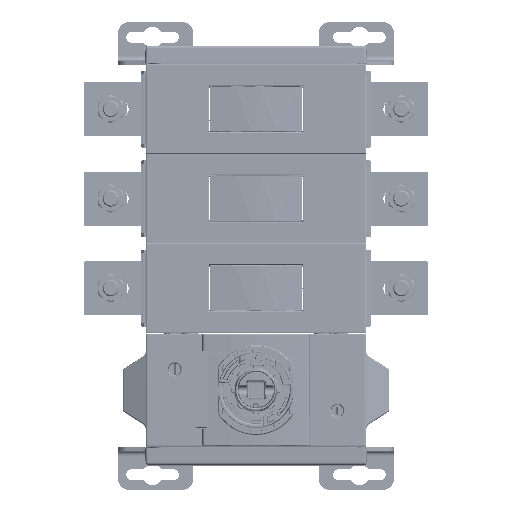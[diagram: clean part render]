
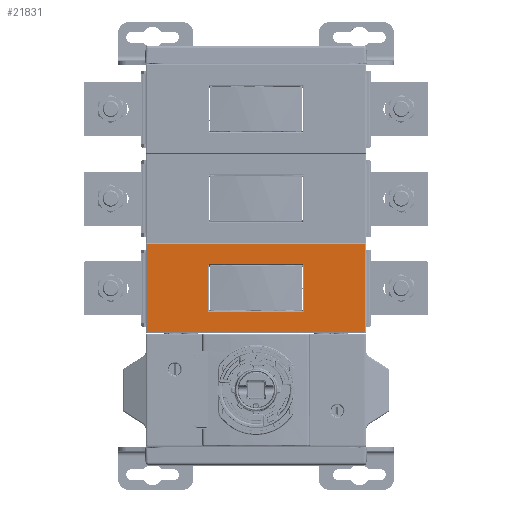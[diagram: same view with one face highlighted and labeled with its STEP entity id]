
A CAD part, top view. The second image highlights one B-rep face of the part: STEP entity #21831.
In plain terms, the highlighted planar face has unit normal (0, 0, 1).
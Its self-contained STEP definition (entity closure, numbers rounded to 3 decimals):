
#2552=ELLIPSE('',#195879,0.7,0.7);
#2554=ELLIPSE('',#195893,0.7,0.7);
#2555=ELLIPSE('',#195894,0.7,0.7);
#2556=ELLIPSE('',#195895,0.7,0.7);
#10041=FACE_BOUND('',#41730,.T.);
#10042=FACE_BOUND('',#41731,.T.);
#21831=ADVANCED_FACE('',(#10041,#10042),#27241,.T.);
#27241=PLANE('',#195896);
#41730=EDGE_LOOP('',(#109990,#109991,#109992,#109993));
#41731=EDGE_LOOP('',(#109994,#109995,#109996,#109997,#109998,#109999,#110000,
#110001));
#56330=LINE('',#318471,#74389);
#56331=LINE('',#318510,#74390);
#56333=LINE('',#318519,#74392);
#56334=LINE('',#318520,#74393);
#56335=LINE('',#318521,#74394);
#56336=LINE('',#318526,#74395);
#56337=LINE('',#318527,#74396);
#56338=LINE('',#318531,#74397);
#74389=VECTOR('',#233553,1.);
#74390=VECTOR('',#233584,1.);
#74392=VECTOR('',#233596,1.);
#74393=VECTOR('',#233597,1.);
#74394=VECTOR('',#233598,1.);
#74395=VECTOR('',#233601,1.);
#74396=VECTOR('',#233602,1.);
#74397=VECTOR('',#233605,1.);
#109990=ORIENTED_EDGE('',*,*,#170420,.T.);
#109991=ORIENTED_EDGE('',*,*,#170415,.T.);
#109992=ORIENTED_EDGE('',*,*,#170421,.T.);
#109993=ORIENTED_EDGE('',*,*,#170402,.T.);
#109994=ORIENTED_EDGE('',*,*,#170422,.T.);
#109995=ORIENTED_EDGE('',*,*,#170423,.T.);
#109996=ORIENTED_EDGE('',*,*,#170424,.T.);
#109997=ORIENTED_EDGE('',*,*,#170407,.T.);
#109998=ORIENTED_EDGE('',*,*,#170425,.T.);
#109999=ORIENTED_EDGE('',*,*,#170426,.T.);
#110000=ORIENTED_EDGE('',*,*,#170427,.T.);
#110001=ORIENTED_EDGE('',*,*,#170428,.T.);
#142631=VERTEX_POINT('',#318459);
#142635=VERTEX_POINT('',#318468);
#142640=VERTEX_POINT('',#318481);
#142641=VERTEX_POINT('',#318483);
#142643=VERTEX_POINT('',#318500);
#142647=VERTEX_POINT('',#318509);
#142650=VERTEX_POINT('',#318522);
#142651=VERTEX_POINT('',#318523);
#142652=VERTEX_POINT('',#318525);
#142653=VERTEX_POINT('',#318528);
#142654=VERTEX_POINT('',#318530);
#142655=VERTEX_POINT('',#318532);
#170402=EDGE_CURVE('',#142635,#142631,#56330,.T.);
#170407=EDGE_CURVE('',#142641,#142640,#2552,.T.);
#170415=EDGE_CURVE('',#142643,#142647,#56331,.T.);
#170420=EDGE_CURVE('',#142631,#142643,#56333,.T.);
#170421=EDGE_CURVE('',#142647,#142635,#56334,.T.);
#170422=EDGE_CURVE('',#142650,#142651,#56335,.T.);
#170423=EDGE_CURVE('',#142651,#142652,#2554,.T.);
#170424=EDGE_CURVE('',#142652,#142641,#56336,.T.);
#170425=EDGE_CURVE('',#142640,#142653,#56337,.T.);
#170426=EDGE_CURVE('',#142653,#142654,#2555,.T.);
#170427=EDGE_CURVE('',#142654,#142655,#56338,.T.);
#170428=EDGE_CURVE('',#142655,#142650,#2556,.T.);
#195879=AXIS2_PLACEMENT_3D('',#318482,#233566,#233567);
#195893=AXIS2_PLACEMENT_3D('',#318524,#233599,#233600);
#195894=AXIS2_PLACEMENT_3D('',#318529,#233603,#233604);
#195895=AXIS2_PLACEMENT_3D('',#318533,#233606,#233607);
#195896=AXIS2_PLACEMENT_3D('',#318534,#233608,#233609);
#233553=DIRECTION('',(1.,0.,0.));
#233566=DIRECTION('',(0.,0.,-1.));
#233567=DIRECTION('',(-0.707,-0.707,0.));
#233584=DIRECTION('',(-1.,0.,0.));
#233596=DIRECTION('',(0.,1.,0.));
#233597=DIRECTION('',(0.,-1.,0.));
#233598=DIRECTION('',(0.,-1.,0.));
#233599=DIRECTION('',(0.,0.,-1.));
#233600=DIRECTION('',(0.707,-0.707,0.));
#233601=DIRECTION('',(-1.,0.,0.));
#233602=DIRECTION('',(0.,1.,0.));
#233603=DIRECTION('',(0.,0.,-1.));
#233604=DIRECTION('',(-0.707,0.707,0.));
#233605=DIRECTION('',(1.,0.,0.));
#233606=DIRECTION('',(0.,0.,-1.));
#233607=DIRECTION('',(0.707,0.707,0.));
#233608=DIRECTION('',(0.,0.,1.));
#233609=DIRECTION('',(-1.,0.,0.));
#318459=CARTESIAN_POINT('',(79.,41.85,121.241));
#318468=CARTESIAN_POINT('',(-79.,41.85,121.241));
#318471=CARTESIAN_POINT('',(0.,41.85,121.241));
#318481=CARTESIAN_POINT('',(-34.547,57.254,121.241));
#318482=CARTESIAN_POINT('',(-33.847,57.254,121.241));
#318483=CARTESIAN_POINT('',(-33.847,56.554,121.241));
#318500=CARTESIAN_POINT('',(79.,106.151,121.241));
#318509=CARTESIAN_POINT('',(-79.,106.151,121.241));
#318510=CARTESIAN_POINT('',(0.,106.151,121.241));
#318519=CARTESIAN_POINT('',(79.,87.9,121.241));
#318520=CARTESIAN_POINT('',(-79.,87.9,121.241));
#318521=CARTESIAN_POINT('',(34.547,87.9,121.241));
#318522=CARTESIAN_POINT('',(34.547,90.748,121.241));
#318523=CARTESIAN_POINT('',(34.547,57.254,121.241));
#318524=CARTESIAN_POINT('',(33.847,57.254,121.241));
#318525=CARTESIAN_POINT('',(33.847,56.554,121.241));
#318526=CARTESIAN_POINT('',(0.,56.554,121.241));
#318527=CARTESIAN_POINT('',(-34.547,87.9,121.241));
#318528=CARTESIAN_POINT('',(-34.547,90.748,121.241));
#318529=CARTESIAN_POINT('',(-33.847,90.748,121.241));
#318530=CARTESIAN_POINT('',(-33.847,91.448,121.241));
#318531=CARTESIAN_POINT('',(0.,91.448,121.241));
#318532=CARTESIAN_POINT('',(33.847,91.448,121.241));
#318533=CARTESIAN_POINT('',(33.847,90.748,121.241));
#318534=CARTESIAN_POINT('',(0.,87.9,121.241));
